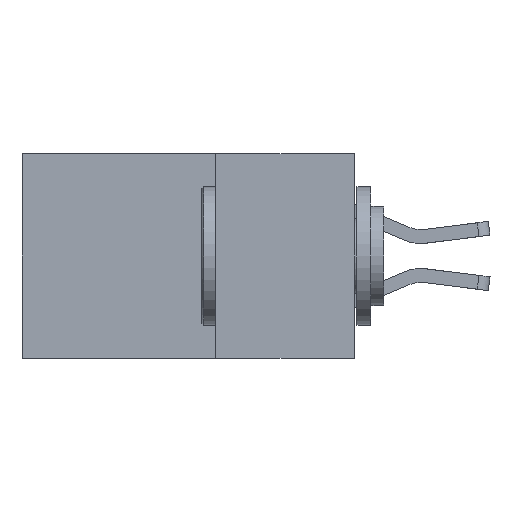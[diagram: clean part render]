
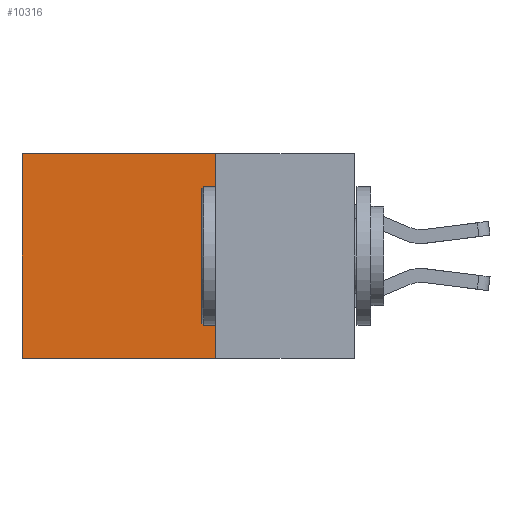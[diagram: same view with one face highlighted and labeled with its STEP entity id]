
A CAD part, left-side view. The second image highlights one B-rep face of the part: STEP entity #10316.
In plain terms, the highlighted planar face has unit normal (-1, 0, 0).
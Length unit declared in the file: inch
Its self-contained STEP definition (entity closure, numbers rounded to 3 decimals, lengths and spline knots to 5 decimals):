
#12 = DIRECTION ( 'NONE',  ( 1., 0., 0. ) ) ;
#508 = DIRECTION ( 'NONE',  ( 0., 1., 0. ) ) ;
#790 = EDGE_CURVE ( 'NONE', #2720, #3815, #4558, .T. ) ;
#1025 = CARTESIAN_POINT ( 'NONE',  ( 0.298, 0.6, 0. ) ) ;
#1626 = DIRECTION ( 'NONE',  ( 0., 1., 0. ) ) ;
#2617 = CARTESIAN_POINT ( 'NONE',  ( 0.298, 0.25, -0.37 ) ) ;
#2634 = DIRECTION ( 'NONE',  ( 0., 0., -1. ) ) ;
#2649 = CARTESIAN_POINT ( 'NONE',  ( 0.298, 0.25, 0. ) ) ;
#2720 = VERTEX_POINT ( 'NONE', #7218 ) ;
#2840 = EDGE_CURVE ( 'NONE', #5927, #3815, #9834, .T. ) ;
#3138 = ORIENTED_EDGE ( 'NONE', *, *, #4024, .T. ) ;
#3326 = ORIENTED_EDGE ( 'NONE', *, *, #5662, .F. ) ;
#3662 = FACE_OUTER_BOUND ( 'NONE', #5668, .T. ) ;
#3815 = VERTEX_POINT ( 'NONE', #5661 ) ;
#3998 = ORIENTED_EDGE ( 'NONE', *, *, #2840, .F. ) ;
#4024 = EDGE_CURVE ( 'NONE', #7371, #2720, #5972, .T. ) ;
#4025 = VECTOR ( 'NONE', #6825, 39.37008 ) ;
#4210 = PLANE ( 'NONE',  #10545 ) ;
#4558 = LINE ( 'NONE', #1025, #4025 ) ;
#5567 = CARTESIAN_POINT ( 'NONE',  ( 0.298, 0.25, -0.37 ) ) ;
#5661 = CARTESIAN_POINT ( 'NONE',  ( 0.298, 0.6, -0.37 ) ) ;
#5662 = EDGE_CURVE ( 'NONE', #7371, #5927, #6740, .T. ) ;
#5668 = EDGE_LOOP ( 'NONE', ( #7312, #3998, #3326, #3138 ) ) ;
#5716 = VECTOR ( 'NONE', #1626, 39.37008 ) ;
#5892 = DIRECTION ( 'NONE',  ( 0., 0., -1. ) ) ;
#5927 = VERTEX_POINT ( 'NONE', #2617 ) ;
#5972 = LINE ( 'NONE', #7775, #5716 ) ;
#5993 = CARTESIAN_POINT ( 'NONE',  ( 0.298, 0.25, 0. ) ) ;
#6740 = LINE ( 'NONE', #9430, #8488 ) ;
#6825 = DIRECTION ( 'NONE',  ( 0., 0., -1. ) ) ;
#7218 = CARTESIAN_POINT ( 'NONE',  ( 0.298, 0.6, 0. ) ) ;
#7312 = ORIENTED_EDGE ( 'NONE', *, *, #790, .T. ) ;
#7371 = VERTEX_POINT ( 'NONE', #5993 ) ;
#7775 = CARTESIAN_POINT ( 'NONE',  ( 0.298, 0.25, 0. ) ) ;
#8488 = VECTOR ( 'NONE', #2634, 39.37008 ) ;
#8760 = VECTOR ( 'NONE', #508, 39.37008 ) ;
#9430 = CARTESIAN_POINT ( 'NONE',  ( 0.298, 0.25, 0. ) ) ;
#9834 = LINE ( 'NONE', #5567, #8760 ) ;
#10316 = ADVANCED_FACE ( 'NONE', ( #3662 ), #4210, .F. ) ;
#10545 = AXIS2_PLACEMENT_3D ( 'NONE', #2649, #12, #5892 ) ;
